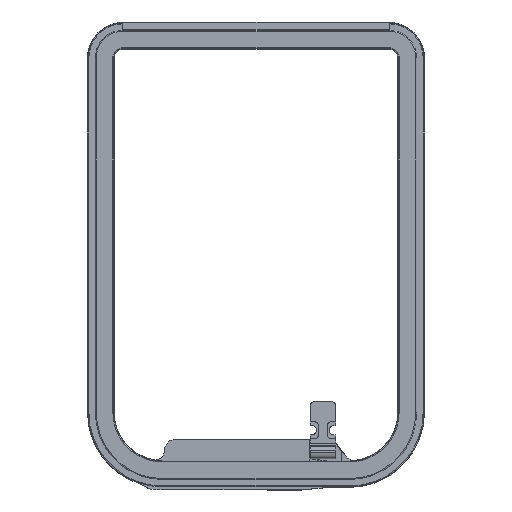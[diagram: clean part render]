
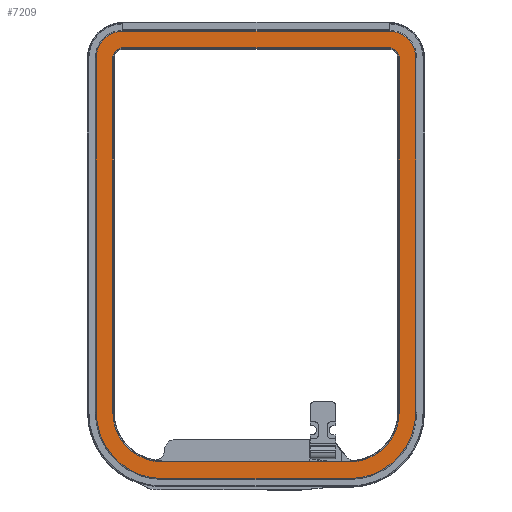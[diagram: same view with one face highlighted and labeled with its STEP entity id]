
A CAD part, top view. The second image highlights one B-rep face of the part: STEP entity #7209.
In plain terms, the highlighted planar face has unit normal (0, 0, 1).
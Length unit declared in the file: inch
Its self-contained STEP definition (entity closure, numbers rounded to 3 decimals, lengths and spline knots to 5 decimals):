
#103 = FACE_OUTER_BOUND ( 'NONE', #5810, .T. ) ;
#172 = DIRECTION ( 'NONE',  ( 1., 0., 0. ) ) ;
#255 = ORIENTED_EDGE ( 'NONE', *, *, #3008, .T. ) ;
#476 = ORIENTED_EDGE ( 'NONE', *, *, #2430, .T. ) ;
#628 = AXIS2_PLACEMENT_3D ( 'NONE', #10407, #3948, #172 ) ;
#769 = AXIS2_PLACEMENT_3D ( 'NONE', #1733, #11911, #9114 ) ;
#944 = VERTEX_POINT ( 'NONE', #8889 ) ;
#1072 = DIRECTION ( 'NONE',  ( 1., 0., 0. ) ) ;
#1091 = LINE ( 'NONE', #5980, #2263 ) ;
#1113 = VECTOR ( 'NONE', #4018, 39.37008 ) ;
#1133 = PLANE ( 'NONE',  #1913 ) ;
#1285 = CARTESIAN_POINT ( 'NONE',  ( 0.059, 2.36375, 0.186 ) ) ;
#1342 = DIRECTION ( 'NONE',  ( 0., -1., 0. ) ) ;
#1402 = VERTEX_POINT ( 'NONE', #1657 ) ;
#1593 = DIRECTION ( 'NONE',  ( -1., 0., 0. ) ) ;
#1598 = DIRECTION ( 'NONE',  ( 1., 0., 0. ) ) ;
#1657 = CARTESIAN_POINT ( 'NONE',  ( 1.648, 2.50875, 0.186 ) ) ;
#1733 = CARTESIAN_POINT ( 'NONE',  ( 1.433, 0.44075, 0.186 ) ) ;
#1762 = ORIENTED_EDGE ( 'NONE', *, *, #11898, .T. ) ;
#1766 = DIRECTION ( 'NONE',  ( 0., -1., 0. ) ) ;
#1867 = DIRECTION ( 'NONE',  ( 0., 0., -1. ) ) ;
#1913 = AXIS2_PLACEMENT_3D ( 'NONE', #9612, #2048, #1072 ) ;
#1919 = DIRECTION ( 'NONE',  ( 0., 0., 1. ) ) ;
#1987 = VERTEX_POINT ( 'NONE', #5693 ) ;
#2048 = DIRECTION ( 'NONE',  ( 0., 0., 1. ) ) ;
#2172 = ORIENTED_EDGE ( 'NONE', *, *, #7957, .T. ) ;
#2185 = CIRCLE ( 'NONE', #628, 0.145 ) ;
#2263 = VECTOR ( 'NONE', #5854, 39.37008 ) ;
#2322 = VERTEX_POINT ( 'NONE', #10875 ) ;
#2385 = VERTEX_POINT ( 'NONE', #9228 ) ;
#2430 = EDGE_CURVE ( 'NONE', #944, #2322, #7632, .T. ) ;
#2511 = CARTESIAN_POINT ( 'NONE',  ( 1.648, 2.41875, 0.186 ) ) ;
#2631 = ORIENTED_EDGE ( 'NONE', *, *, #3097, .T. ) ;
#2727 = CARTESIAN_POINT ( 'NONE',  ( 0.419, 2.50875, 0.186 ) ) ;
#2801 = CARTESIAN_POINT ( 'NONE',  ( 1.793, 2.36375, 0.186 ) ) ;
#3008 = EDGE_CURVE ( 'NONE', #5721, #5657, #1091, .T. ) ;
#3067 = DIRECTION ( 'NONE',  ( 1., 0., 0. ) ) ;
#3076 = DIRECTION ( 'NONE',  ( 0., 0., -1. ) ) ;
#3097 = EDGE_CURVE ( 'NONE', #4216, #5721, #7700, .T. ) ;
#3148 = VECTOR ( 'NONE', #1766, 39.37008 ) ;
#3480 = CARTESIAN_POINT ( 'NONE',  ( 1.703, 2.36375, 0.186 ) ) ;
#3583 = DIRECTION ( 'NONE',  ( -1., 0., 0. ) ) ;
#3643 = CIRCLE ( 'NONE', #9291, 0.36 ) ;
#3734 = CARTESIAN_POINT ( 'NONE',  ( 0.419, 0.08075, 0.186 ) ) ;
#3938 = VERTEX_POINT ( 'NONE', #3480 ) ;
#3948 = DIRECTION ( 'NONE',  ( 0., 0., 1. ) ) ;
#3971 = VECTOR ( 'NONE', #11170, 39.37008 ) ;
#3992 = EDGE_CURVE ( 'NONE', #6165, #8338, #10863, .T. ) ;
#4018 = DIRECTION ( 'NONE',  ( 0., 1., 0. ) ) ;
#4216 = VERTEX_POINT ( 'NONE', #5982 ) ;
#4253 = EDGE_LOOP ( 'NONE', ( #10347, #4391, #5649, #9934, #11209, #2631, #255, #9340 ) ) ;
#4282 = EDGE_CURVE ( 'NONE', #7510, #6675, #9571, .T. ) ;
#4323 = EDGE_CURVE ( 'NONE', #1987, #944, #3643, .T. ) ;
#4391 = ORIENTED_EDGE ( 'NONE', *, *, #11096, .T. ) ;
#4576 = EDGE_CURVE ( 'NONE', #1402, #2385, #5533, .T. ) ;
#4869 = AXIS2_PLACEMENT_3D ( 'NONE', #7350, #9065, #9303 ) ;
#5163 = ORIENTED_EDGE ( 'NONE', *, *, #11847, .T. ) ;
#5209 = VERTEX_POINT ( 'NONE', #8052 ) ;
#5297 = CARTESIAN_POINT ( 'NONE',  ( 0.419, 0.44075, 0.186 ) ) ;
#5389 = VECTOR ( 'NONE', #1598, 39.37008 ) ;
#5533 = LINE ( 'NONE', #2727, #11610 ) ;
#5649 = ORIENTED_EDGE ( 'NONE', *, *, #8175, .T. ) ;
#5657 = VERTEX_POINT ( 'NONE', #8033 ) ;
#5693 = CARTESIAN_POINT ( 'NONE',  ( 0.059, 0.44075, 0.186 ) ) ;
#5703 = CARTESIAN_POINT ( 'NONE',  ( 1.648, 2.36375, 0.186 ) ) ;
#5721 = VERTEX_POINT ( 'NONE', #9744 ) ;
#5810 = EDGE_LOOP ( 'NONE', ( #8482, #7476, #8896, #1762, #5163, #9347, #476, #2172 ) ) ;
#5854 = DIRECTION ( 'NONE',  ( 0., 1., 0. ) ) ;
#5979 = LINE ( 'NONE', #9694, #9932 ) ;
#5980 = CARTESIAN_POINT ( 'NONE',  ( 0.149, 2.36375, 0.186 ) ) ;
#5982 = CARTESIAN_POINT ( 'NONE',  ( 0.419, 0.17075, 0.186 ) ) ;
#6110 = EDGE_CURVE ( 'NONE', #5657, #6165, #6386, .T. ) ;
#6165 = VERTEX_POINT ( 'NONE', #8763 ) ;
#6256 = CIRCLE ( 'NONE', #11891, 0.145 ) ;
#6386 = CIRCLE ( 'NONE', #9298, 0.055 ) ;
#6403 = LINE ( 'NONE', #10119, #3148 ) ;
#6542 = EDGE_CURVE ( 'NONE', #5209, #4216, #10740, .T. ) ;
#6662 = CARTESIAN_POINT ( 'NONE',  ( 1.703, 0.44075, 0.186 ) ) ;
#6675 = VERTEX_POINT ( 'NONE', #2801 ) ;
#7000 = CIRCLE ( 'NONE', #769, 0.36 ) ;
#7064 = CARTESIAN_POINT ( 'NONE',  ( 1.648, 2.41875, 0.186 ) ) ;
#7186 = DIRECTION ( 'NONE',  ( 0., 0., 1. ) ) ;
#7209 = ADVANCED_FACE ( 'NONE', ( #8398, #103 ), #1133, .T. ) ;
#7350 = CARTESIAN_POINT ( 'NONE',  ( 1.433, 0.44075, 0.186 ) ) ;
#7476 = ORIENTED_EDGE ( 'NONE', *, *, #9014, .T. ) ;
#7510 = VERTEX_POINT ( 'NONE', #10095 ) ;
#7524 = CARTESIAN_POINT ( 'NONE',  ( 1.648, 2.36375, 0.186 ) ) ;
#7632 = LINE ( 'NONE', #3734, #3971 ) ;
#7700 = CIRCLE ( 'NONE', #9262, 0.27 ) ;
#7957 = EDGE_CURVE ( 'NONE', #2322, #7510, #7000, .T. ) ;
#8033 = CARTESIAN_POINT ( 'NONE',  ( 0.149, 2.36375, 0.186 ) ) ;
#8052 = CARTESIAN_POINT ( 'NONE',  ( 1.433, 0.17075, 0.186 ) ) ;
#8055 = CARTESIAN_POINT ( 'NONE',  ( 0.419, 0.17075, 0.186 ) ) ;
#8175 = EDGE_CURVE ( 'NONE', #3938, #9748, #5979, .T. ) ;
#8338 = VERTEX_POINT ( 'NONE', #7064 ) ;
#8398 = FACE_BOUND ( 'NONE', #4253, .T. ) ;
#8482 = ORIENTED_EDGE ( 'NONE', *, *, #4282, .T. ) ;
#8763 = CARTESIAN_POINT ( 'NONE',  ( 0.204, 2.41875, 0.186 ) ) ;
#8889 = CARTESIAN_POINT ( 'NONE',  ( 0.419, 0.08075, 0.186 ) ) ;
#8896 = ORIENTED_EDGE ( 'NONE', *, *, #4576, .T. ) ;
#8898 = EDGE_CURVE ( 'NONE', #9748, #5209, #10516, .T. ) ;
#9014 = EDGE_CURVE ( 'NONE', #6675, #1402, #6256, .T. ) ;
#9065 = DIRECTION ( 'NONE',  ( 0., 0., -1. ) ) ;
#9114 = DIRECTION ( 'NONE',  ( 1., 0., 0. ) ) ;
#9144 = DIRECTION ( 'NONE',  ( 1., 0., 0. ) ) ;
#9228 = CARTESIAN_POINT ( 'NONE',  ( 0.204, 2.50875, 0.186 ) ) ;
#9262 = AXIS2_PLACEMENT_3D ( 'NONE', #5297, #9996, #9811 ) ;
#9291 = AXIS2_PLACEMENT_3D ( 'NONE', #11878, #7186, #9144 ) ;
#9298 = AXIS2_PLACEMENT_3D ( 'NONE', #11433, #3076, #10873 ) ;
#9303 = DIRECTION ( 'NONE',  ( 1., 0., 0. ) ) ;
#9340 = ORIENTED_EDGE ( 'NONE', *, *, #6110, .T. ) ;
#9347 = ORIENTED_EDGE ( 'NONE', *, *, #4323, .T. ) ;
#9363 = AXIS2_PLACEMENT_3D ( 'NONE', #5703, #1867, #9366 ) ;
#9366 = DIRECTION ( 'NONE',  ( 1., 0., 0. ) ) ;
#9503 = VECTOR ( 'NONE', #1593, 39.37008 ) ;
#9571 = LINE ( 'NONE', #9698, #1113 ) ;
#9612 = CARTESIAN_POINT ( 'NONE',  ( 0.419, 0.44075, 0.186 ) ) ;
#9694 = CARTESIAN_POINT ( 'NONE',  ( 1.703, 0.44075, 0.186 ) ) ;
#9698 = CARTESIAN_POINT ( 'NONE',  ( 1.793, 0.44075, 0.186 ) ) ;
#9744 = CARTESIAN_POINT ( 'NONE',  ( 0.149, 0.44075, 0.186 ) ) ;
#9748 = VERTEX_POINT ( 'NONE', #6662 ) ;
#9811 = DIRECTION ( 'NONE',  ( 1., 0., 0. ) ) ;
#9932 = VECTOR ( 'NONE', #1342, 39.37008 ) ;
#9934 = ORIENTED_EDGE ( 'NONE', *, *, #8898, .T. ) ;
#9996 = DIRECTION ( 'NONE',  ( 0., 0., -1. ) ) ;
#10095 = CARTESIAN_POINT ( 'NONE',  ( 1.793, 0.44075, 0.186 ) ) ;
#10119 = CARTESIAN_POINT ( 'NONE',  ( 0.059, 0.44075, 0.186 ) ) ;
#10347 = ORIENTED_EDGE ( 'NONE', *, *, #3992, .T. ) ;
#10407 = CARTESIAN_POINT ( 'NONE',  ( 0.204, 2.36375, 0.186 ) ) ;
#10516 = CIRCLE ( 'NONE', #4869, 0.27 ) ;
#10740 = LINE ( 'NONE', #8055, #9503 ) ;
#10863 = LINE ( 'NONE', #2511, #5389 ) ;
#10873 = DIRECTION ( 'NONE',  ( 1., 0., 0. ) ) ;
#10875 = CARTESIAN_POINT ( 'NONE',  ( 1.433, 0.08075, 0.186 ) ) ;
#11096 = EDGE_CURVE ( 'NONE', #8338, #3938, #11501, .T. ) ;
#11170 = DIRECTION ( 'NONE',  ( 1., 0., 0. ) ) ;
#11209 = ORIENTED_EDGE ( 'NONE', *, *, #6542, .T. ) ;
#11433 = CARTESIAN_POINT ( 'NONE',  ( 0.204, 2.36375, 0.186 ) ) ;
#11501 = CIRCLE ( 'NONE', #9363, 0.055 ) ;
#11598 = VERTEX_POINT ( 'NONE', #1285 ) ;
#11610 = VECTOR ( 'NONE', #3583, 39.37008 ) ;
#11847 = EDGE_CURVE ( 'NONE', #11598, #1987, #6403, .T. ) ;
#11878 = CARTESIAN_POINT ( 'NONE',  ( 0.419, 0.44075, 0.186 ) ) ;
#11891 = AXIS2_PLACEMENT_3D ( 'NONE', #7524, #1919, #3067 ) ;
#11898 = EDGE_CURVE ( 'NONE', #2385, #11598, #2185, .T. ) ;
#11911 = DIRECTION ( 'NONE',  ( 0., 0., 1. ) ) ;
